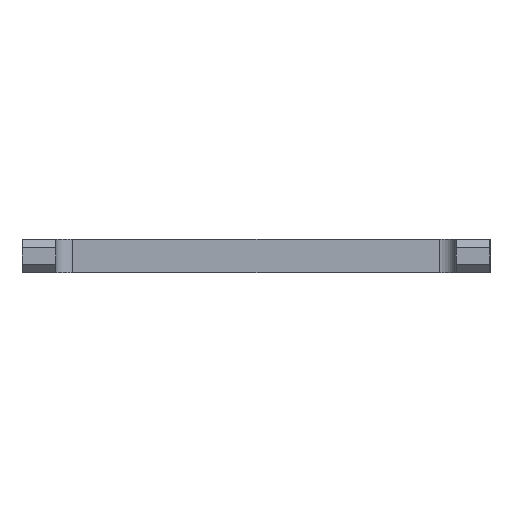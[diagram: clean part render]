
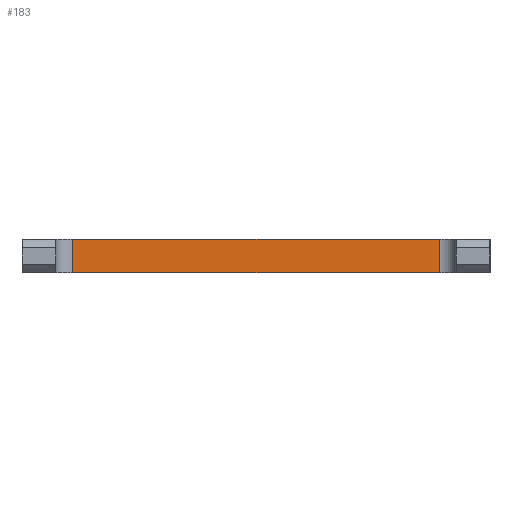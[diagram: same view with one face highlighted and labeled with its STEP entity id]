
A CAD part, left-side view. The second image highlights one B-rep face of the part: STEP entity #183.
In plain terms, the highlighted planar face has unit normal (-1, 0, 0).
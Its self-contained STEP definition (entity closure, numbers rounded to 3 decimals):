
#183=ADVANCED_FACE('',(#720),#722,.F.);
#720=FACE_BOUND('',#721,.T.);
#721=EDGE_LOOP('',(#1211,#1212,#1213,#1214));
#722=PLANE('',#723);
#723=AXIS2_PLACEMENT_3D('',#724,#725,#726);
#724=CARTESIAN_POINT('',(9.,0.,6.));
#725=DIRECTION('',(1.,0.,0.));
#726=DIRECTION('',(0.,0.,-1.));
#1211=ORIENTED_EDGE('',*,*,#1408,.F.);
#1212=ORIENTED_EDGE('',*,*,#1491,.T.);
#1213=ORIENTED_EDGE('',*,*,#1492,.T.);
#1214=ORIENTED_EDGE('',*,*,#1493,.T.);
#1408=EDGE_CURVE('',#1563,#1565,#1566,.T.);
#1491=EDGE_CURVE('',#1563,#1715,#1717,.T.);
#1492=EDGE_CURVE('',#1715,#1718,#1719,.T.);
#1493=EDGE_CURVE('',#1718,#1565,#1720,.T.);
#1563=VERTEX_POINT('',#1833);
#1565=VERTEX_POINT('',#1838);
#1566=LINE('',#1839,#1840);
#1715=VERTEX_POINT('',#2184);
#1717=LINE('',#2189,#2190);
#1718=VERTEX_POINT('',#2192);
#1719=LINE('',#2193,#2194);
#1720=LINE('',#2196,#2197);
#1833=CARTESIAN_POINT('',(9.,74.,6.));
#1838=CARTESIAN_POINT('',(9.,9.,6.));
#1839=CARTESIAN_POINT('',(9.,74.,6.));
#1840=VECTOR('',#1841,1.);
#1841=DIRECTION('',(0.,-1.,0.));
#2184=CARTESIAN_POINT('',(9.,74.,0.));
#2189=CARTESIAN_POINT('',(9.,74.,6.));
#2190=VECTOR('',#2191,1.);
#2191=DIRECTION('',(0.,0.,-1.));
#2192=CARTESIAN_POINT('',(9.,9.,0.));
#2193=CARTESIAN_POINT('',(9.,74.,0.));
#2194=VECTOR('',#2195,1.);
#2195=DIRECTION('',(0.,-1.,0.));
#2196=CARTESIAN_POINT('',(9.,9.,0.));
#2197=VECTOR('',#2198,1.);
#2198=DIRECTION('',(0.,0.,1.));
